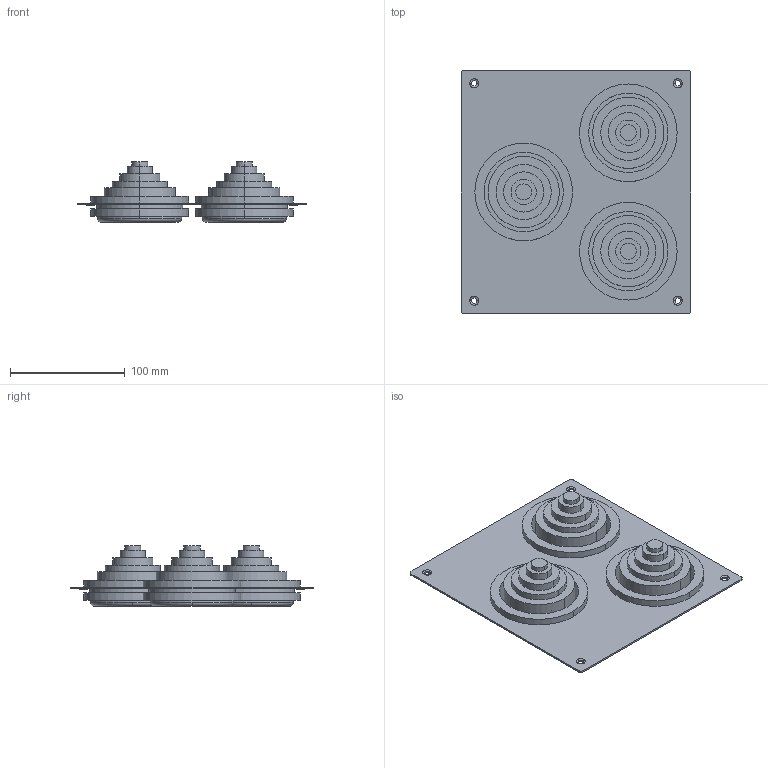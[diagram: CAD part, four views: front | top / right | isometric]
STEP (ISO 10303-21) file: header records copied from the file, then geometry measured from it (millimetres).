
FILE_DESCRIPTION(('STEP AP214'),'1');
FILE_NAME('cctmp_6FAB5CAC-B0FD-4D54-ACCB-3FC2633C4B0F_2023_07_22_15_49_58_0835..stp','2023-07-22T13:49:59',('SIEMENS A&D'),('CADClick - www.CADClick.com'),'Spatial InterOp 3D postprocessed',' ','unknown authorization');
FILE_SCHEMA(('AUTOMOTIVE_DESIGN'));
Length unit declared in the file: millimetre
Products named in the file (5): cc_unnamed; 2023_07_22_15_49_58_0825; 2023_07_22_15_49_58_0821; 2023_07_22_15_49_58_0817; 2023_07_22_15_49_58_0813
Assembly tree (4 placements, depth 2):
  cc_unnamed
    2023_07_22_15_49_58_0825
    2023_07_22_15_49_58_0821
    2023_07_22_15_49_58_0817
    2023_07_22_15_49_58_0813
Bounding box: 200 x 212 x 52.5 mm (x, y, z)
Volume: 192984.9 mm3; surface area: 170798.8 mm2
Topology: 4 solids, 4 shells, 170 faces, 374 edges, 246 vertices
Faces by surface type: cylinder 98, plane 46, torus 20, cone 6
Entity records: 5482 total; most frequent: DIRECTION 982, CARTESIAN_POINT 795, ORIENTED_EDGE 748, AXIS2_PLACEMENT_3D 433, EDGE_CURVE 374, CIRCLE 258, VERTEX_POINT 246, EDGE_LOOP 218
